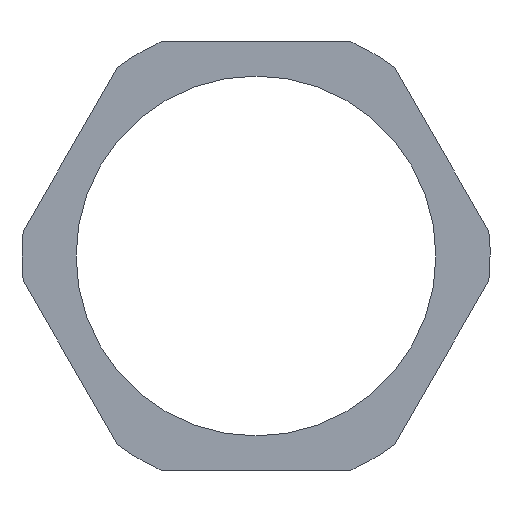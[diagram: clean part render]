
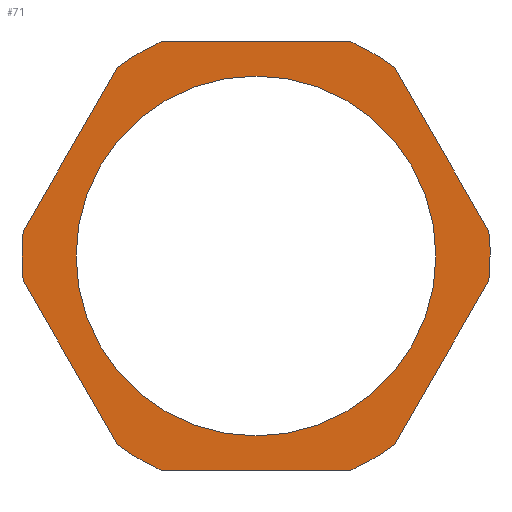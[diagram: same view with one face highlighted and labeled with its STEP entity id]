
A CAD part, left-side view. The second image highlights one B-rep face of the part: STEP entity #71.
In plain terms, the highlighted planar face has unit normal (-1, 0, 0).
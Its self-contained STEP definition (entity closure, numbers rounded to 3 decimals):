
#27 = EDGE_CURVE ( 'NONE', #213, #191, #258, .T. ) ;
#28 = ORIENTED_EDGE ( 'NONE', *, *, #227, .F. ) ;
#29 = ORIENTED_EDGE ( 'NONE', *, *, #30, .T. ) ;
#30 = EDGE_CURVE ( 'NONE', #193, #199, #254, .T. ) ;
#31 = ORIENTED_EDGE ( 'NONE', *, *, #170, .F. ) ;
#32 = ORIENTED_EDGE ( 'NONE', *, *, #33, .T. ) ;
#33 = EDGE_CURVE ( 'NONE', #198, #204, #250, .T. ) ;
#34 = ORIENTED_EDGE ( 'NONE', *, *, #203, .F. ) ;
#35 = ORIENTED_EDGE ( 'NONE', *, *, #36, .T. ) ;
#36 = EDGE_CURVE ( 'NONE', #171, #188, #246, .T. ) ;
#37 = ORIENTED_EDGE ( 'NONE', *, *, #148, .F. ) ;
#38 = ORIENTED_EDGE ( 'NONE', *, *, #57, .T. ) ;
#57 = EDGE_CURVE ( 'NONE', #192, #136, #330, .T. ) ;
#58 = ORIENTED_EDGE ( 'NONE', *, *, #134, .F. ) ;
#59 = ORIENTED_EDGE ( 'NONE', *, *, #60, .T. ) ;
#60 = EDGE_CURVE ( 'NONE', #135, #219, #326, .T. ) ;
#71 = ADVANCED_FACE ( 'NONE', ( #303, #302 ), #301, .T. ) ;
#72 = EDGE_LOOP ( 'NONE', ( #73, #75 ) ) ;
#73 = ORIENTED_EDGE ( 'NONE', *, *, #74, .T. ) ;
#74 = EDGE_CURVE ( 'NONE', #231, #230, #296, .T. ) ;
#75 = ORIENTED_EDGE ( 'NONE', *, *, #229, .T. ) ;
#76 = EDGE_LOOP ( 'NONE', ( #77, #78, #28, #29, #31, #32, #34, #35, #37, #38, #58, #59 ) ) ;
#77 = ORIENTED_EDGE ( 'NONE', *, *, #218, .F. ) ;
#78 = ORIENTED_EDGE ( 'NONE', *, *, #27, .T. ) ;
#134 = EDGE_CURVE ( 'NONE', #135, #136, #494, .T. ) ;
#135 = VERTEX_POINT ( 'NONE', #490 ) ;
#136 = VERTEX_POINT ( 'NONE', #489 ) ;
#148 = EDGE_CURVE ( 'NONE', #192, #188, #471, .T. ) ;
#170 = EDGE_CURVE ( 'NONE', #198, #199, #337, .T. ) ;
#171 = VERTEX_POINT ( 'NONE', #332 ) ;
#188 = VERTEX_POINT ( 'NONE', #390 ) ;
#191 = VERTEX_POINT ( 'NONE', #389 ) ;
#192 = VERTEX_POINT ( 'NONE', #388 ) ;
#193 = VERTEX_POINT ( 'NONE', #387 ) ;
#198 = VERTEX_POINT ( 'NONE', #382 ) ;
#199 = VERTEX_POINT ( 'NONE', #381 ) ;
#203 = EDGE_CURVE ( 'NONE', #171, #204, #369, .T. ) ;
#204 = VERTEX_POINT ( 'NONE', #365 ) ;
#213 = VERTEX_POINT ( 'NONE', #449 ) ;
#218 = EDGE_CURVE ( 'NONE', #213, #219, #442, .T. ) ;
#219 = VERTEX_POINT ( 'NONE', #433 ) ;
#227 = EDGE_CURVE ( 'NONE', #193, #191, #547, .T. ) ;
#229 = EDGE_CURVE ( 'NONE', #230, #231, #543, .T. ) ;
#230 = VERTEX_POINT ( 'NONE', #538 ) ;
#231 = VERTEX_POINT ( 'NONE', #537 ) ;
#243 = DIRECTION ( 'NONE',  ( 0., 0.5, -0.866 ) ) ;
#244 = VECTOR ( 'NONE', #243, 1000. ) ;
#245 = CARTESIAN_POINT ( 'NONE',  ( -6.5, 18.231, 0.422 ) ) ;
#246 = LINE ( 'NONE', #245, #244 ) ;
#247 = DIRECTION ( 'NONE',  ( 0., 1., 0. ) ) ;
#248 = VECTOR ( 'NONE', #247, 1000. ) ;
#249 = CARTESIAN_POINT ( 'NONE',  ( -6.5, 17.5, 16. ) ) ;
#250 = LINE ( 'NONE', #249, #248 ) ;
#251 = DIRECTION ( 'NONE',  ( 0., 0.5, 0.866 ) ) ;
#252 = VECTOR ( 'NONE', #251, 1000. ) ;
#253 = CARTESIAN_POINT ( 'NONE',  ( -6.5, -9.481, 15.578 ) ) ;
#254 = LINE ( 'NONE', #253, #252 ) ;
#255 = DIRECTION ( 'NONE',  ( 0., -0.5, 0.866 ) ) ;
#256 = VECTOR ( 'NONE', #255, 1000. ) ;
#257 = CARTESIAN_POINT ( 'NONE',  ( -6.5, -9.481, -15.578 ) ) ;
#258 = LINE ( 'NONE', #257, #256 ) ;
#292 = DIRECTION ( 'NONE',  ( 0., 0., -1. ) ) ;
#293 = DIRECTION ( 'NONE',  ( 1., 0., 0. ) ) ;
#294 = CARTESIAN_POINT ( 'NONE',  ( -6.5, 0., 0. ) ) ;
#295 = AXIS2_PLACEMENT_3D ( 'NONE', #294, #293, #292 ) ;
#296 = CIRCLE ( 'NONE', #295, 13.45 ) ;
#297 = DIRECTION ( 'NONE',  ( 0., 0., 1. ) ) ;
#298 = DIRECTION ( 'NONE',  ( -1., 0., 0. ) ) ;
#299 = CARTESIAN_POINT ( 'NONE',  ( -6.5, 17.5, 0. ) ) ;
#300 = AXIS2_PLACEMENT_3D ( 'NONE', #299, #298, #297 ) ;
#301 = PLANE ( 'NONE',  #300 ) ;
#302 = FACE_OUTER_BOUND ( 'NONE', #76, .T. ) ;
#303 = FACE_BOUND ( 'NONE', #72, .T. ) ;
#323 = DIRECTION ( 'NONE',  ( 0., -1., 0. ) ) ;
#324 = VECTOR ( 'NONE', #323, 1000. ) ;
#325 = CARTESIAN_POINT ( 'NONE',  ( -6.5, 17.5, -16. ) ) ;
#326 = LINE ( 'NONE', #325, #324 ) ;
#327 = DIRECTION ( 'NONE',  ( 0., -0.5, -0.866 ) ) ;
#328 = VECTOR ( 'NONE', #327, 1000. ) ;
#329 = CARTESIAN_POINT ( 'NONE',  ( -6.5, 18.231, -0.422 ) ) ;
#330 = LINE ( 'NONE', #329, #328 ) ;
#332 = CARTESIAN_POINT ( 'NONE',  ( -6.5, 10.312, 14.139 ) ) ;
#333 = DIRECTION ( 'NONE',  ( 0., 0., -1. ) ) ;
#334 = DIRECTION ( 'NONE',  ( 1., 0., 0. ) ) ;
#335 = CARTESIAN_POINT ( 'NONE',  ( -6.5, 0., 0. ) ) ;
#336 = AXIS2_PLACEMENT_3D ( 'NONE', #335, #334, #333 ) ;
#337 = CIRCLE ( 'NONE', #336, 17.5 ) ;
#365 = CARTESIAN_POINT ( 'NONE',  ( -6.5, 7.089, 16. ) ) ;
#366 = DIRECTION ( 'NONE',  ( 0., 0., -1. ) ) ;
#367 = DIRECTION ( 'NONE',  ( 1., 0., 0. ) ) ;
#368 = AXIS2_PLACEMENT_3D ( 'NONE', #374, #367, #366 ) ;
#369 = CIRCLE ( 'NONE', #368, 17.5 ) ;
#374 = CARTESIAN_POINT ( 'NONE',  ( -6.5, 0., 0. ) ) ;
#381 = CARTESIAN_POINT ( 'NONE',  ( -6.5, -10.312, 14.139 ) ) ;
#382 = CARTESIAN_POINT ( 'NONE',  ( -6.5, -7.089, 16. ) ) ;
#387 = CARTESIAN_POINT ( 'NONE',  ( -6.5, -17.401, 1.861 ) ) ;
#388 = CARTESIAN_POINT ( 'NONE',  ( -6.5, 17.401, -1.861 ) ) ;
#389 = CARTESIAN_POINT ( 'NONE',  ( -6.5, -17.401, -1.861 ) ) ;
#390 = CARTESIAN_POINT ( 'NONE',  ( -6.5, 17.401, 1.861 ) ) ;
#433 = CARTESIAN_POINT ( 'NONE',  ( -6.5, -7.089, -16. ) ) ;
#434 = DIRECTION ( 'NONE',  ( 0., 0., -1. ) ) ;
#435 = DIRECTION ( 'NONE',  ( 1., 0., 0. ) ) ;
#436 = CARTESIAN_POINT ( 'NONE',  ( -6.5, 0., 0. ) ) ;
#437 = AXIS2_PLACEMENT_3D ( 'NONE', #436, #435, #434 ) ;
#442 = CIRCLE ( 'NONE', #437, 17.5 ) ;
#449 = CARTESIAN_POINT ( 'NONE',  ( -6.5, -10.312, -14.139 ) ) ;
#467 = DIRECTION ( 'NONE',  ( 0., 0., -1. ) ) ;
#468 = DIRECTION ( 'NONE',  ( 1., 0., 0. ) ) ;
#469 = CARTESIAN_POINT ( 'NONE',  ( -6.5, 0., 0. ) ) ;
#470 = AXIS2_PLACEMENT_3D ( 'NONE', #469, #468, #467 ) ;
#471 = CIRCLE ( 'NONE', #470, 17.5 ) ;
#489 = CARTESIAN_POINT ( 'NONE',  ( -6.5, 10.312, -14.139 ) ) ;
#490 = CARTESIAN_POINT ( 'NONE',  ( -6.5, 7.089, -16. ) ) ;
#491 = DIRECTION ( 'NONE',  ( 0., 0., -1. ) ) ;
#492 = DIRECTION ( 'NONE',  ( 1., 0., 0. ) ) ;
#493 = AXIS2_PLACEMENT_3D ( 'NONE', #500, #492, #491 ) ;
#494 = CIRCLE ( 'NONE', #493, 17.5 ) ;
#500 = CARTESIAN_POINT ( 'NONE',  ( -6.5, 0., 0. ) ) ;
#537 = CARTESIAN_POINT ( 'NONE',  ( -6.5, 0., -13.45 ) ) ;
#538 = CARTESIAN_POINT ( 'NONE',  ( -6.5, 0., 13.45 ) ) ;
#539 = DIRECTION ( 'NONE',  ( 0., 0., -1. ) ) ;
#540 = DIRECTION ( 'NONE',  ( 1., 0., 0. ) ) ;
#541 = CARTESIAN_POINT ( 'NONE',  ( -6.5, 0., 0. ) ) ;
#542 = AXIS2_PLACEMENT_3D ( 'NONE', #541, #540, #539 ) ;
#543 = CIRCLE ( 'NONE', #542, 13.45 ) ;
#544 = DIRECTION ( 'NONE',  ( 0., 0., -1. ) ) ;
#545 = DIRECTION ( 'NONE',  ( 1., 0., 0. ) ) ;
#546 = AXIS2_PLACEMENT_3D ( 'NONE', #551, #545, #544 ) ;
#547 = CIRCLE ( 'NONE', #546, 17.5 ) ;
#551 = CARTESIAN_POINT ( 'NONE',  ( -6.5, 0., 0. ) ) ;
